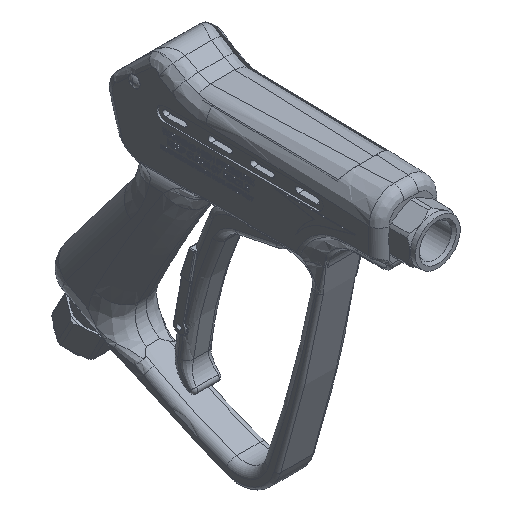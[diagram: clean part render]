
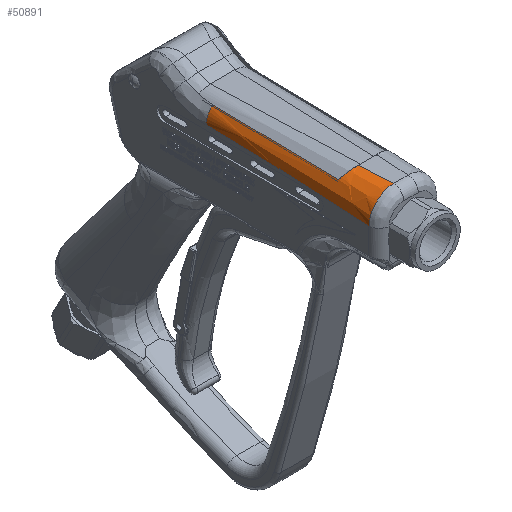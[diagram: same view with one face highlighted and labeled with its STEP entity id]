
A CAD part, isometric view. The second image highlights one B-rep face of the part: STEP entity #50891.
In plain terms, the highlighted free-form (B-spline) face has degree [2, 3] with [3, 4] control points.
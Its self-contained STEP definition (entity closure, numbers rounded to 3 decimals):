
#92=(
BOUNDED_SURFACE()
B_SPLINE_SURFACE(2,3,((#72673,#72674,#72675,#72676),(#72677,#72678,#72679,
#72680),(#72681,#72682,#72683,#72684)),.UNSPECIFIED.,.F.,.F.,.F.)
B_SPLINE_SURFACE_WITH_KNOTS((3,3),(4,4),(0.,1.),(0.684,1.),
 .PIECEWISE_BEZIER_KNOTS.)
GEOMETRIC_REPRESENTATION_ITEM()
RATIONAL_B_SPLINE_SURFACE(((1.,1.,1.,1.),(0.707,0.707,
0.707,0.707),(1.,1.,1.,1.)))
REPRESENTATION_ITEM('')
SURFACE()
);
#213=(
BOUNDED_CURVE()
B_SPLINE_CURVE(3,(#64881,#64882,#64883,#64884,#64885,#64886,#64887),
 .UNSPECIFIED.,.F.,.F.)
B_SPLINE_CURVE_WITH_KNOTS((4,3,4),(0.,0.667,1.),
 .PIECEWISE_BEZIER_KNOTS.)
CURVE()
GEOMETRIC_REPRESENTATION_ITEM()
RATIONAL_B_SPLINE_CURVE((1.,1.,1.,1.,1.,1.,1.))
REPRESENTATION_ITEM('')
);
#220=(
BOUNDED_CURVE()
B_SPLINE_CURVE(3,(#72685,#72686,#72687,#72688,#72689,#72690,#72691),
 .UNSPECIFIED.,.F.,.F.)
B_SPLINE_CURVE_WITH_KNOTS((4,3,4),(0.,0.667,1.),
 .PIECEWISE_BEZIER_KNOTS.)
CURVE()
GEOMETRIC_REPRESENTATION_ITEM()
RATIONAL_B_SPLINE_CURVE((1.,1.,1.,1.,1.,1.,1.))
REPRESENTATION_ITEM('')
);
#1539=B_SPLINE_CURVE_WITH_KNOTS('',3,(#72694,#72695,#72696,#72697,#72698,
#72699),.UNSPECIFIED.,.F.,.F.,(4,1,1,4),(0.,0.003,
0.005,0.011),.UNSPECIFIED.);
#1540=B_SPLINE_CURVE_WITH_KNOTS('',3,(#72701,#72702,#72703,#72704),
 .UNSPECIFIED.,.F.,.F.,(4,4),(0.,0.075),.UNSPECIFIED.);
#1541=B_SPLINE_CURVE_WITH_KNOTS('',3,(#72706,#72707,#72708,#72709,#72710),
 .UNSPECIFIED.,.F.,.F.,(4,1,4),(0.442,0.721,1.),
 .UNSPECIFIED.);
#1542=B_SPLINE_CURVE_WITH_KNOTS('',3,(#72711,#72712,#72713,#72714,#72715,
#72716,#72717,#72718,#72719),.UNSPECIFIED.,.F.,.F.,(4,1,1,1,1,1,4),(0.,
0.006,0.009,0.011,0.017,
0.02,0.023),.UNSPECIFIED.);
#8223=ORIENTED_EDGE('',*,*,#17126,.F.);
#8224=ORIENTED_EDGE('',*,*,#17127,.T.);
#8225=ORIENTED_EDGE('',*,*,#17128,.F.);
#8226=ORIENTED_EDGE('',*,*,#17129,.F.);
#8227=ORIENTED_EDGE('',*,*,#15426,.F.);
#8228=ORIENTED_EDGE('',*,*,#17130,.T.);
#15426=EDGE_CURVE('',#20770,#20771,#213,.T.);
#17126=EDGE_CURVE('',#21626,#21627,#220,.F.);
#17127=EDGE_CURVE('',#21626,#21628,#1539,.T.);
#17128=EDGE_CURVE('',#21629,#21628,#1540,.T.);
#17129=EDGE_CURVE('',#20771,#21629,#1541,.F.);
#17130=EDGE_CURVE('',#20770,#21627,#1542,.T.);
#20770=VERTEX_POINT('',#64880);
#20771=VERTEX_POINT('',#64888);
#21626=VERTEX_POINT('',#72692);
#21627=VERTEX_POINT('',#72693);
#21628=VERTEX_POINT('',#72700);
#21629=VERTEX_POINT('',#72705);
#30269=EDGE_LOOP('',(#8223,#8224,#8225,#8226,#8227,#8228));
#32668=FACE_BOUND('',#30269,.T.);
#50891=ADVANCED_FACE('',(#32668),#92,.T.);
#64880=CARTESIAN_POINT('',(-19.,-41.5,6.852));
#64881=CARTESIAN_POINT('',(-19.,-253.493,-5.582));
#64882=CARTESIAN_POINT('',(-19.,-184.829,-1.555));
#64883=CARTESIAN_POINT('',(-19.,-116.164,2.473));
#64884=CARTESIAN_POINT('',(-19.,-47.5,6.5));
#64885=CARTESIAN_POINT('',(-19.,-13.168,8.514));
#64886=CARTESIAN_POINT('',(-19.,21.164,10.527));
#64887=CARTESIAN_POINT('',(-19.,55.497,10.527));
#64888=CARTESIAN_POINT('',(-19.,55.497,10.527));
#72673=CARTESIAN_POINT('',(-19.,-42.231,6.809));
#72674=CARTESIAN_POINT('',(-19.,-9.655,8.714));
#72675=CARTESIAN_POINT('',(-19.,22.921,10.527));
#72676=CARTESIAN_POINT('',(-19.,55.497,10.527));
#72677=CARTESIAN_POINT('',(-19.,-42.231,21.5));
#72678=CARTESIAN_POINT('',(-19.,-9.655,21.5));
#72679=CARTESIAN_POINT('',(-19.,22.921,21.5));
#72680=CARTESIAN_POINT('',(-19.,55.497,21.5));
#72681=CARTESIAN_POINT('',(-4.309,-42.231,21.5));
#72682=CARTESIAN_POINT('',(-6.214,-9.655,21.5));
#72683=CARTESIAN_POINT('',(-8.027,22.921,21.5));
#72684=CARTESIAN_POINT('',(-8.027,55.497,21.5));
#72685=CARTESIAN_POINT('',(8.082,-253.493,21.5));
#72686=CARTESIAN_POINT('',(4.055,-184.829,21.5));
#72687=CARTESIAN_POINT('',(0.027,-116.164,21.5));
#72688=CARTESIAN_POINT('',(-4.,-47.5,21.5));
#72689=CARTESIAN_POINT('',(-6.014,-13.168,21.5));
#72690=CARTESIAN_POINT('',(-8.027,21.164,21.5));
#72691=CARTESIAN_POINT('',(-8.027,55.497,21.5));
#72692=CARTESIAN_POINT('',(-5.493,-21.5,21.5));
#72693=CARTESIAN_POINT('',(-4.352,-41.5,21.5));
#72694=CARTESIAN_POINT('',(-5.493,-21.5,21.5));
#72695=CARTESIAN_POINT('',(-6.401,-21.5,21.5));
#72696=CARTESIAN_POINT('',(-8.179,-21.397,21.321));
#72697=CARTESIAN_POINT('',(-11.614,-20.792,20.274));
#72698=CARTESIAN_POINT('',(-13.789,-19.957,18.827));
#72699=CARTESIAN_POINT('',(-15.,-19.282,17.658));
#72700=CARTESIAN_POINT('',(-15.,-19.282,17.658));
#72701=CARTESIAN_POINT('',(-15.,55.497,19.));
#72702=CARTESIAN_POINT('',(-15.,30.564,19.));
#72703=CARTESIAN_POINT('',(-15.,5.637,18.443));
#72704=CARTESIAN_POINT('',(-15.,-19.282,17.658));
#72705=CARTESIAN_POINT('',(-15.,55.497,19.));
#72706=CARTESIAN_POINT('',(-15.,55.497,19.));
#72707=CARTESIAN_POINT('',(-16.304,55.497,17.927));
#72708=CARTESIAN_POINT('',(-18.408,55.497,15.126));
#72709=CARTESIAN_POINT('',(-19.,55.497,11.972));
#72710=CARTESIAN_POINT('',(-19.,55.497,10.527));
#72711=CARTESIAN_POINT('',(-19.,-41.5,6.852));
#72712=CARTESIAN_POINT('',(-19.,-41.546,8.758));
#72713=CARTESIAN_POINT('',(-18.421,-41.601,11.653));
#72714=CARTESIAN_POINT('',(-16.616,-41.639,15.026));
#72715=CARTESIAN_POINT('',(-14.163,-41.652,18.022));
#72716=CARTESIAN_POINT('',(-10.923,-41.626,20.184));
#72717=CARTESIAN_POINT('',(-7.246,-41.565,21.308));
#72718=CARTESIAN_POINT('',(-5.305,-41.523,21.5));
#72719=CARTESIAN_POINT('',(-4.352,-41.5,21.5));
